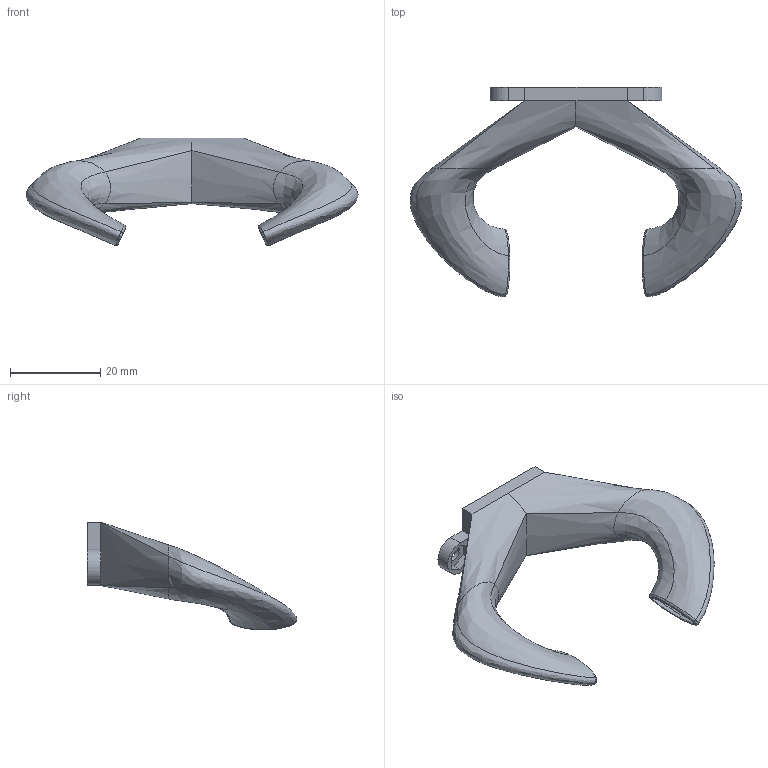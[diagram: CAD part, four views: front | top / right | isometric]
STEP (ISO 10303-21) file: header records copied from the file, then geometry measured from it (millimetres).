
FILE_DESCRIPTION(/* description */ (''),/* implementation_level */ '2;1');
FILE_NAME(/* name */ 'fan_duct.step',/* time_stamp */ '2021-08-27T08:03:32+03:00',/* author */ (''),/* organization */ (''),/* preprocessor_version */ 'ST-DEVELOPER v18.1',/* originating_system */ 'Autodesk Translation Framework v10.9.0.1377',/* authorisation */ '');
FILE_SCHEMA (('AUTOMOTIVE_DESIGN { 1 0 10303 214 3 1 1 }'));
Length unit declared in the file: millimetre
Products named in the file (1): fan duct
Bounding box: 73.39 x 46.35 x 23.8 mm (x, y, z)
Volume: 3462.9 mm3; surface area: 8583.3 mm2
Topology: 1 solids, 3 shells, 119 faces, 299 edges, 187 vertices
Faces by surface type: plane 57, bspline 48, cylinder 14
Full cylindrical faces by diameter (mm): 3.4 x2
Entity records: 11958 total; most frequent: CARTESIAN_POINT 9361, ORIENTED_EDGE 598, DIRECTION 394, EDGE_CURVE 299, VERTEX_POINT 187, LINE 162, VECTOR 162, EDGE_LOOP 128
